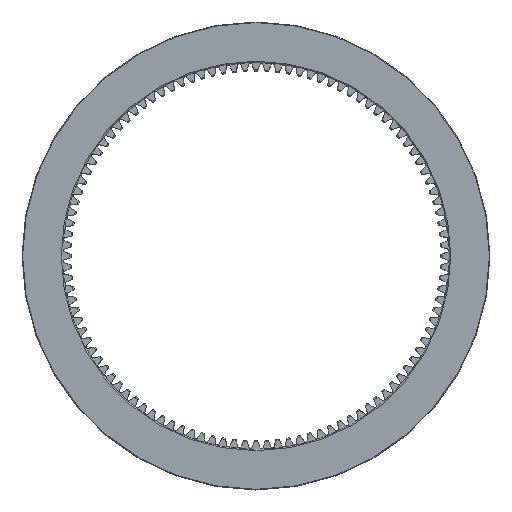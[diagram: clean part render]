
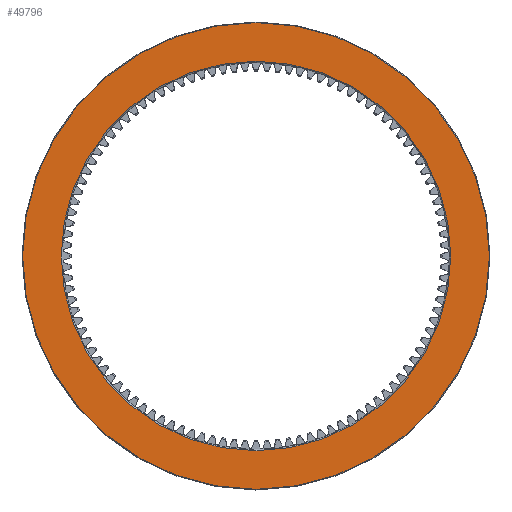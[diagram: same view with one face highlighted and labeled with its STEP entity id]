
A CAD part, top view. The second image highlights one B-rep face of the part: STEP entity #49796.
In plain terms, the highlighted planar face has unit normal (0, 0, 1).
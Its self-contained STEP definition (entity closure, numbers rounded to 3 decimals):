
#474 = FACE_OUTER_BOUND ( 'NONE', #5013, .T. ) ;
#3841 = AXIS2_PLACEMENT_3D ( 'NONE', #45516, #20948, #21116 ) ;
#5013 = EDGE_LOOP ( 'NONE', ( #25440 ) ) ;
#6255 = CARTESIAN_POINT ( 'NONE',  ( 335., 0., 30.5 ) ) ;
#9088 = DIRECTION ( 'NONE',  ( 0., 0., 1. ) ) ;
#10430 = DIRECTION ( 'NONE',  ( 0., 0., 1. ) ) ;
#12034 = EDGE_CURVE ( 'NONE', #41243, #41243, #49653, .T. ) ;
#18471 = CIRCLE ( 'NONE', #32034, 335. ) ;
#19148 = EDGE_LOOP ( 'NONE', ( #33477 ) ) ;
#20948 = DIRECTION ( 'NONE',  ( 0., 0., 1. ) ) ;
#21116 = DIRECTION ( 'NONE',  ( 1., 0., 0. ) ) ;
#21219 = DIRECTION ( 'NONE',  ( 1., 0., 0. ) ) ;
#22036 = DIRECTION ( 'NONE',  ( 1., 0., 0. ) ) ;
#24278 = VERTEX_POINT ( 'NONE', #6255 ) ;
#25440 = ORIENTED_EDGE ( 'NONE', *, *, #12034, .T. ) ;
#26266 = CARTESIAN_POINT ( 'NONE',  ( 401.5, 0., 30.5 ) ) ;
#31965 = EDGE_CURVE ( 'NONE', #24278, #24278, #18471, .T. ) ;
#32034 = AXIS2_PLACEMENT_3D ( 'NONE', #45449, #9088, #21219 ) ;
#33477 = ORIENTED_EDGE ( 'NONE', *, *, #31965, .F. ) ;
#41243 = VERTEX_POINT ( 'NONE', #26266 ) ;
#41946 = FACE_BOUND ( 'NONE', #19148, .T. ) ;
#42603 = CARTESIAN_POINT ( 'NONE',  ( 0., 0., 30.5 ) ) ;
#45449 = CARTESIAN_POINT ( 'NONE',  ( 0., 0., 30.5 ) ) ;
#45516 = CARTESIAN_POINT ( 'NONE',  ( 0., 0., 30.5 ) ) ;
#46092 = PLANE ( 'NONE',  #46231 ) ;
#46231 = AXIS2_PLACEMENT_3D ( 'NONE', #42603, #10430, #22036 ) ;
#49653 = CIRCLE ( 'NONE', #3841, 401.5 ) ;
#49796 = ADVANCED_FACE ( 'NONE', ( #474, #41946 ), #46092, .T. ) ;
